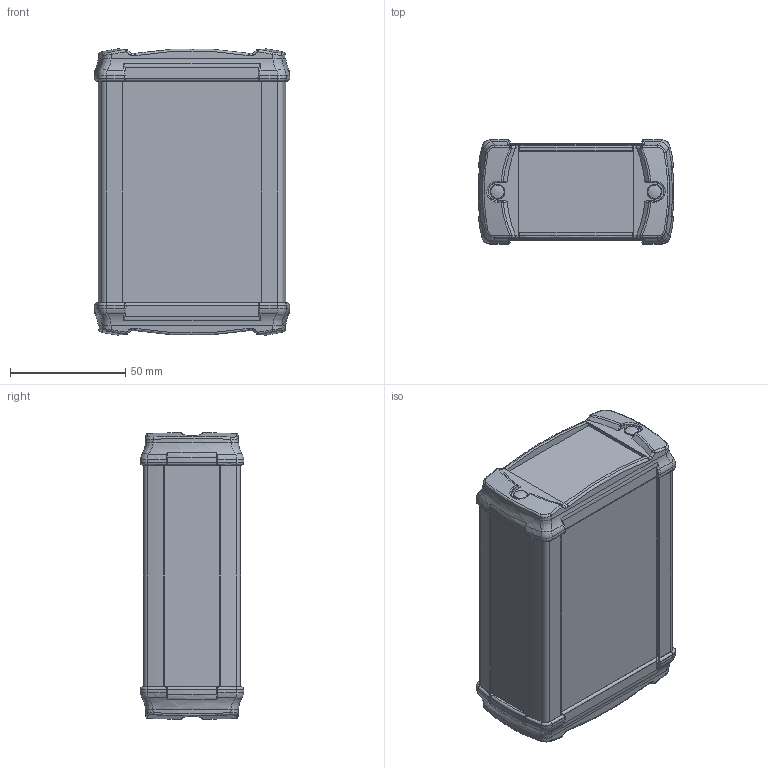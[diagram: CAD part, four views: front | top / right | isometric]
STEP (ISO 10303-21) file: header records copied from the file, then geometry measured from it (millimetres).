
FILE_DESCRIPTION((''),'2;1');
FILE_NAME('83846100.S1_ELPH 840-0100 D.stp','2010-02-08T10:40:40',('nowak'),(''),'Autodesk Inventor 2010','Autodesk Inventor 2010','');
FILE_SCHEMA(('AUTOMOTIVE_DESIGN { 1 0 10303 214 1 1 1 1 }'));
Length unit declared in the file: millimetre
Products named in the file (6): ELPH 840-0100 D; ELPH 840 UT_1009044_3DSYM; ELPH 840 OT_1009048_3DSYM; ELD 840_1009056_3D; SHR Z KA30X10 WN 1412 MG_3DSYM; 1003804_3Dsym
Assembly tree (12 placements, depth 2):
  ELPH 840-0100 D
    ELPH 840 UT_1009044_3DSYM
    ELPH 840 OT_1009048_3DSYM
    ELD 840_1009056_3D  x2
    SHR Z KA30X10 WN 1412 MG_3DSYM  x4
    1003804_3Dsym  x4
Bounding box: 84.75 x 45 x 124.03 mm (x, y, z)
Volume: 97604.8 mm3; surface area: 96196.4 mm2
Topology: 12 solids, 12 shells, 1634 faces, 4172 edges, 2540 vertices
Faces by surface type: bspline 556, plane 476, cylinder 286, cone 152, torus 148, sphere 16
Full cylindrical faces by diameter (mm): 2 x24, 5.3 x4, 5.6 x4, 6.4 x4
Entity records: 51554 total; most frequent: CARTESIAN_POINT 31593, ORIENTED_EDGE 4342, DIRECTION 3821, EDGE_CURVE 2171, AXIS2_PLACEMENT_3D 1441, VERTEX_POINT 1369, VECTOR 939, LINE 939
